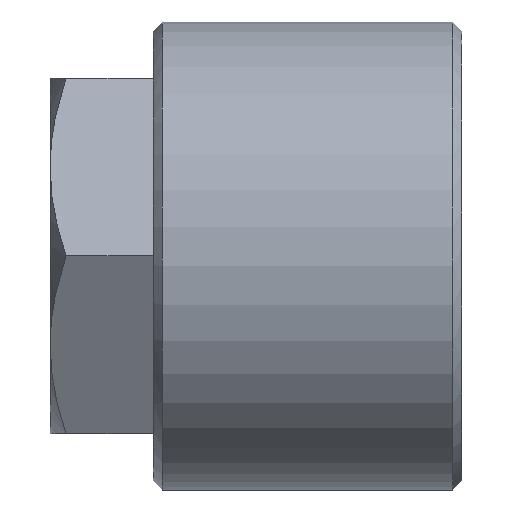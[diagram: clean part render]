
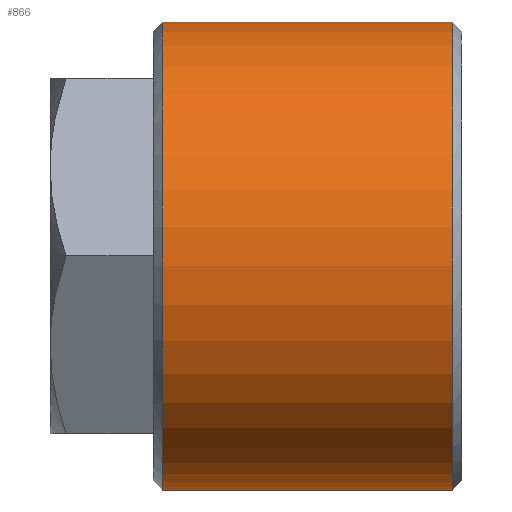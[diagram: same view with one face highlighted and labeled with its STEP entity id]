
A CAD part, left-side view. The second image highlights one B-rep face of the part: STEP entity #866.
In plain terms, the highlighted free-form (B-spline) face has degree [1, 3] with [2, 4] control points.
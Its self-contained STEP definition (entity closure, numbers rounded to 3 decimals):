
#17 = CARTESIAN_POINT ( 'NONE',  ( -25., 16., 12.5 ) ) ;
#146 = CARTESIAN_POINT ( 'NONE',  ( 0., 16., 12.5 ) ) ;
#205 =( BOUNDED_SURFACE ( )  B_SPLINE_SURFACE ( 1, 3, ( 
 ( #941, #1300, #274, #1057 ),
 ( #1409, #955, #279, #266 ) ),
 .UNSPECIFIED., .F., .F., .F. ) 
 B_SPLINE_SURFACE_WITH_KNOTS ( ( 2, 2 ),
 ( 4, 4 ),
 ( 0., 1. ),
 ( 0., 1. ),
 .UNSPECIFIED. ) 
 GEOMETRIC_REPRESENTATION_ITEM ( )  RATIONAL_B_SPLINE_SURFACE ( (
 ( 1., 0.333, 0.333, 1.),
 ( 1., 0.333, 0.333, 1.) ) ) 
 REPRESENTATION_ITEM ( '' )  SURFACE ( )  );
#214 = ORIENTED_EDGE ( 'NONE', *, *, #1348, .F. ) ;
#266 = CARTESIAN_POINT ( 'NONE',  ( 0., 0.5, -12.5 ) ) ;
#274 = CARTESIAN_POINT ( 'NONE',  ( -25., 16., -12.5 ) ) ;
#279 = CARTESIAN_POINT ( 'NONE',  ( -25., 0.5, -12.5 ) ) ;
#284 = VERTEX_POINT ( 'NONE', #146 ) ;
#290 = ORIENTED_EDGE ( 'NONE', *, *, #1073, .T. ) ;
#292 = CARTESIAN_POINT ( 'NONE',  ( 0., 0.5, -12.5 ) ) ;
#350 = CARTESIAN_POINT ( 'NONE',  ( 0., 16., 12.5 ) ) ;
#368 = CARTESIAN_POINT ( 'NONE',  ( 0., 0.5, -12.5 ) ) ;
#396 = CARTESIAN_POINT ( 'NONE',  ( 0., 16., -12.5 ) ) ;
#397 = VERTEX_POINT ( 'NONE', #986 ) ;
#443 = CARTESIAN_POINT ( 'NONE',  ( 0., 0.5, 12.5 ) ) ;
#458 = CARTESIAN_POINT ( 'NONE',  ( 0., 0.5, 12.5 ) ) ;
#464 = EDGE_CURVE ( 'NONE', #284, #397, #1275, .T. ) ;
#481 = VERTEX_POINT ( 'NONE', #443 ) ;
#546 =( BOUNDED_CURVE ( )  B_SPLINE_CURVE ( 3, ( #1271, #1260, #1373, #368 ),
 .UNSPECIFIED., .F., .F. ) 
 B_SPLINE_CURVE_WITH_KNOTS ( ( 4, 4 ),
 ( -3.142, 0. ),
 .UNSPECIFIED. ) 
 CURVE ( )  GEOMETRIC_REPRESENTATION_ITEM ( )  RATIONAL_B_SPLINE_CURVE ( ( 1., 0.333, 0.333, 1. ) ) 
 REPRESENTATION_ITEM ( '' )  );
#567 = CARTESIAN_POINT ( 'NONE',  ( -25., 16., -12.5 ) ) ;
#719 = FACE_OUTER_BOUND ( 'NONE', #895, .T. ) ;
#866 = ADVANCED_FACE ( 'NONE', ( #719 ), #205, .F. ) ;
#879 = ORIENTED_EDGE ( 'NONE', *, *, #464, .T. ) ;
#882 = EDGE_CURVE ( 'NONE', #397, #1004, #1295, .T. ) ;
#895 = EDGE_LOOP ( 'NONE', ( #879, #1333, #214, #290 ) ) ;
#941 = CARTESIAN_POINT ( 'NONE',  ( 0., 16., 12.5 ) ) ;
#955 = CARTESIAN_POINT ( 'NONE',  ( -25., 0.5, 12.5 ) ) ;
#986 = CARTESIAN_POINT ( 'NONE',  ( 0., 16., -12.5 ) ) ;
#1004 = VERTEX_POINT ( 'NONE', #1237 ) ;
#1057 = CARTESIAN_POINT ( 'NONE',  ( 0., 16., -12.5 ) ) ;
#1073 = EDGE_CURVE ( 'NONE', #481, #284, #1194, .T. ) ;
#1138 = CARTESIAN_POINT ( 'NONE',  ( 0., 16., 12.5 ) ) ;
#1194 = B_SPLINE_CURVE_WITH_KNOTS ( 'NONE', 1,
 ( #458, #350 ),
 .UNSPECIFIED., .F., .F.,
 ( 2, 2 ),
 ( -1., 0. ),
 .UNSPECIFIED. ) ;
#1237 = CARTESIAN_POINT ( 'NONE',  ( 0., 0.5, -12.5 ) ) ;
#1260 = CARTESIAN_POINT ( 'NONE',  ( -25., 0.5, 12.5 ) ) ;
#1271 = CARTESIAN_POINT ( 'NONE',  ( 0., 0.5, 12.5 ) ) ;
#1275 =( BOUNDED_CURVE ( )  B_SPLINE_CURVE ( 3, ( #1138, #17, #567, #1356 ),
 .UNSPECIFIED., .F., .F. ) 
 B_SPLINE_CURVE_WITH_KNOTS ( ( 4, 4 ),
 ( -3.142, 0. ),
 .UNSPECIFIED. ) 
 CURVE ( )  GEOMETRIC_REPRESENTATION_ITEM ( )  RATIONAL_B_SPLINE_CURVE ( ( 1., 0.333, 0.333, 1. ) ) 
 REPRESENTATION_ITEM ( '' )  );
#1295 = B_SPLINE_CURVE_WITH_KNOTS ( 'NONE', 1,
 ( #396, #292 ),
 .UNSPECIFIED., .F., .F.,
 ( 2, 2 ),
 ( -1., 0. ),
 .UNSPECIFIED. ) ;
#1300 = CARTESIAN_POINT ( 'NONE',  ( -25., 16., 12.5 ) ) ;
#1333 = ORIENTED_EDGE ( 'NONE', *, *, #882, .T. ) ;
#1348 = EDGE_CURVE ( 'NONE', #481, #1004, #546, .T. ) ;
#1356 = CARTESIAN_POINT ( 'NONE',  ( 0., 16., -12.5 ) ) ;
#1373 = CARTESIAN_POINT ( 'NONE',  ( -25., 0.5, -12.5 ) ) ;
#1409 = CARTESIAN_POINT ( 'NONE',  ( 0., 0.5, 12.5 ) ) ;
